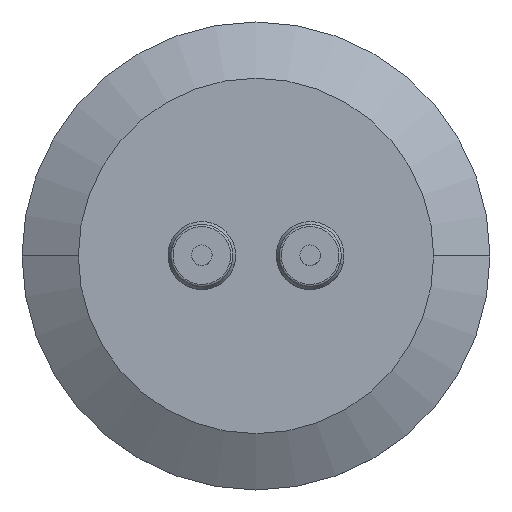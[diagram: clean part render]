
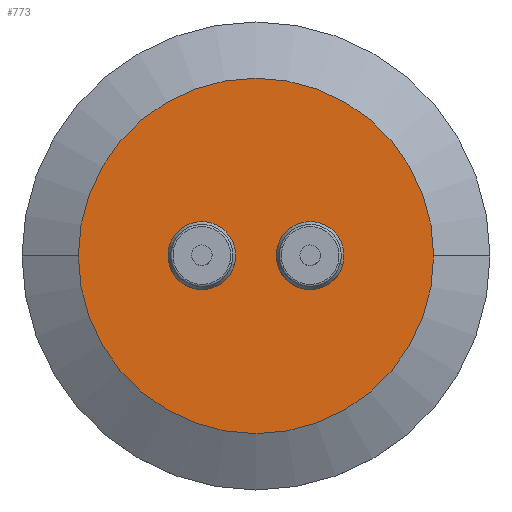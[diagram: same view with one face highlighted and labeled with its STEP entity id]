
A CAD part, top view. The second image highlights one B-rep face of the part: STEP entity #773.
In plain terms, the highlighted planar face has unit normal (0, 0, 1).
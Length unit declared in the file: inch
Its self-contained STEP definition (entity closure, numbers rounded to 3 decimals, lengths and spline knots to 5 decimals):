
#171 = DIRECTION ( 'NONE',  ( 1., 0., 0. ) ) ;
#335 = CARTESIAN_POINT ( 'NONE',  ( 0.25, 0., 0.2 ) ) ;
#336 = DIRECTION ( 'NONE',  ( 0., 0., 1. ) ) ;
#337 = DIRECTION ( 'NONE',  ( 1., 0., 0. ) ) ;
#455 = EDGE_CURVE ( 'NONE', #3124, #3096, #2743, .T. ) ;
#773 = ADVANCED_FACE ( 'NONE', ( #2456, #2449, #2446 ), #846, .T. ) ;
#842 = DIRECTION ( 'NONE',  ( 0., 0., 1. ) ) ;
#844 = CARTESIAN_POINT ( 'NONE',  ( 0., 0., 0.2 ) ) ;
#846 = PLANE ( 'NONE',  #3548 ) ;
#921 = EDGE_CURVE ( 'NONE', #1552, #3125, #2337, .T. ) ;
#1139 = CARTESIAN_POINT ( 'NONE',  ( 0., 0., 0.2 ) ) ;
#1140 = DIRECTION ( 'NONE',  ( 0., 0., 1. ) ) ;
#1141 = DIRECTION ( 'NONE',  ( 1., 0., 0. ) ) ;
#1205 = CARTESIAN_POINT ( 'NONE',  ( -0.82019, 0., 0.2 ) ) ;
#1209 = CARTESIAN_POINT ( 'NONE',  ( 0.33475, -0.13037, 0.2 ) ) ;
#1247 = CARTESIAN_POINT ( 'NONE',  ( -0.33475, 0.13037, 0.2 ) ) ;
#1275 = CARTESIAN_POINT ( 'NONE',  ( -0.16525, -0.13037, 0.2 ) ) ;
#1276 = CARTESIAN_POINT ( 'NONE',  ( 0.16525, 0.13037, 0.2 ) ) ;
#1280 = CARTESIAN_POINT ( 'NONE',  ( 0.82019, 0., 0.2 ) ) ;
#1380 = CARTESIAN_POINT ( 'NONE',  ( -0.25, 0., 0.2 ) ) ;
#1381 = DIRECTION ( 'NONE',  ( 0., 0., 1. ) ) ;
#1382 = DIRECTION ( 'NONE',  ( 1., 0., 0. ) ) ;
#1389 = CARTESIAN_POINT ( 'NONE',  ( 0., 0., 0.2 ) ) ;
#1390 = DIRECTION ( 'NONE',  ( 0., 0., 1. ) ) ;
#1391 = DIRECTION ( 'NONE',  ( 1., 0., 0. ) ) ;
#1418 = CARTESIAN_POINT ( 'NONE',  ( 0.25, 0., 0.2 ) ) ;
#1419 = DIRECTION ( 'NONE',  ( 0., 0., 1. ) ) ;
#1420 = DIRECTION ( 'NONE',  ( 1., 0., 0. ) ) ;
#1511 = AXIS2_PLACEMENT_3D ( 'NONE', #3356, #3355, #3341 ) ;
#1548 = VERTEX_POINT ( 'NONE', #1205 ) ;
#1552 = VERTEX_POINT ( 'NONE', #1209 ) ;
#1619 = ORIENTED_EDGE ( 'NONE', *, *, #3481, .F. ) ;
#1670 = ORIENTED_EDGE ( 'NONE', *, *, #3496, .F. ) ;
#1675 = ORIENTED_EDGE ( 'NONE', *, *, #3485, .T. ) ;
#1678 = ORIENTED_EDGE ( 'NONE', *, *, #455, .F. ) ;
#1691 = ORIENTED_EDGE ( 'NONE', *, *, #921, .F. ) ;
#1695 = ORIENTED_EDGE ( 'NONE', *, *, #3472, .T. ) ;
#2066 = AXIS2_PLACEMENT_3D ( 'NONE', #1380, #1381, #1382 ) ;
#2072 = AXIS2_PLACEMENT_3D ( 'NONE', #1389, #1390, #1391 ) ;
#2075 = AXIS2_PLACEMENT_3D ( 'NONE', #1418, #1419, #1420 ) ;
#2154 = CIRCLE ( 'NONE', #2075, 0.1555 ) ;
#2166 = CIRCLE ( 'NONE', #2072, 0.82019 ) ;
#2171 = CIRCLE ( 'NONE', #2066, 0.1555 ) ;
#2183 = CIRCLE ( 'NONE', #3416, 0.82019 ) ;
#2337 = CIRCLE ( 'NONE', #3243, 0.1555 ) ;
#2446 = FACE_OUTER_BOUND ( 'NONE', #3014, .T. ) ;
#2449 = FACE_BOUND ( 'NONE', #2918, .T. ) ;
#2456 = FACE_BOUND ( 'NONE', #2977, .T. ) ;
#2743 = CIRCLE ( 'NONE', #1511, 0.1555 ) ;
#2918 = EDGE_LOOP ( 'NONE', ( #1619, #1678 ) ) ;
#2977 = EDGE_LOOP ( 'NONE', ( #1670, #1691 ) ) ;
#3014 = EDGE_LOOP ( 'NONE', ( #1675, #1695 ) ) ;
#3096 = VERTEX_POINT ( 'NONE', #1247 ) ;
#3124 = VERTEX_POINT ( 'NONE', #1275 ) ;
#3125 = VERTEX_POINT ( 'NONE', #1276 ) ;
#3129 = VERTEX_POINT ( 'NONE', #1280 ) ;
#3243 = AXIS2_PLACEMENT_3D ( 'NONE', #335, #336, #337 ) ;
#3341 = DIRECTION ( 'NONE',  ( 1., 0., 0. ) ) ;
#3355 = DIRECTION ( 'NONE',  ( 0., 0., 1. ) ) ;
#3356 = CARTESIAN_POINT ( 'NONE',  ( -0.25, 0., 0.2 ) ) ;
#3416 = AXIS2_PLACEMENT_3D ( 'NONE', #1139, #1140, #1141 ) ;
#3472 = EDGE_CURVE ( 'NONE', #3129, #1548, #2183, .T. ) ;
#3481 = EDGE_CURVE ( 'NONE', #3096, #3124, #2171, .T. ) ;
#3485 = EDGE_CURVE ( 'NONE', #1548, #3129, #2166, .T. ) ;
#3496 = EDGE_CURVE ( 'NONE', #3125, #1552, #2154, .T. ) ;
#3548 = AXIS2_PLACEMENT_3D ( 'NONE', #844, #842, #171 ) ;
